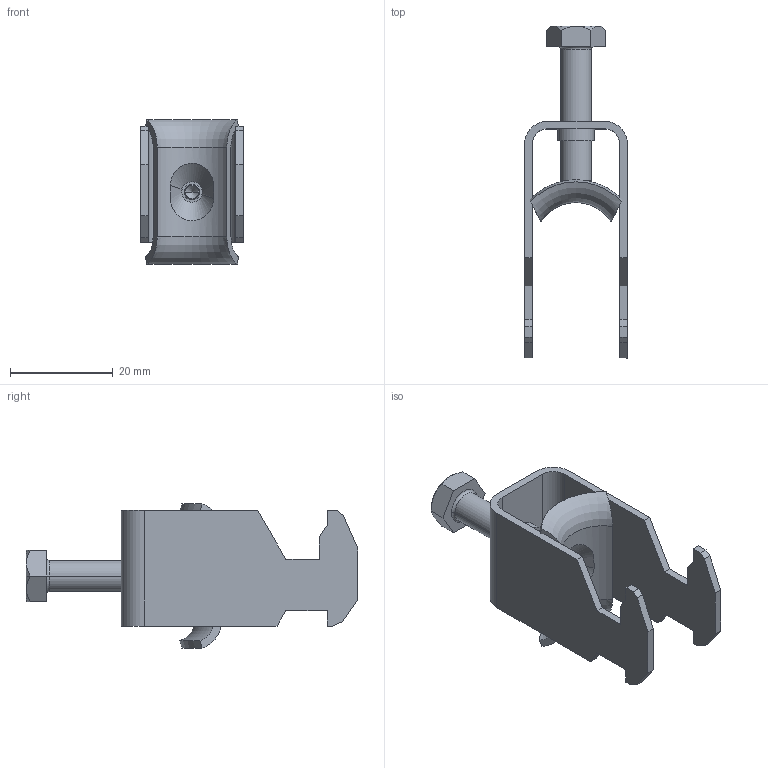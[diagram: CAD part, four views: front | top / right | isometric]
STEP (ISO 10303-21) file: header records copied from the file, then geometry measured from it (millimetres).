
FILE_DESCRIPTION (( 'STEP AP214' ), '1' );
FILE_NAME ('1186009.STEP', '2023-09-05T09:09:10', ( '' ), ( '' ), 'SwSTEP 2.0', 'SolidWorks 2022', '' );
FILE_SCHEMA (( 'AUTOMOTIVE_DESIGN' ));
Length unit declared in the file: millimetre
Products named in the file (4): 203351_Standard; 157092_1Fach; 142951_M6 x 26; 1186009
Assembly tree (3 placements, depth 2):
  1186009
    157092_1Fach
    142951_M6 x 26
    203351_Standard
Bounding box: 20 x 64.5 x 28 mm (x, y, z)
Volume: 5002.4 mm3; surface area: 6888.2 mm2
Topology: 3 solids, 3 shells, 229 faces, 586 edges, 384 vertices
Faces by surface type: plane 135, bspline 40, cylinder 34, cone 12, torus 8
Entity records: 12370 total; most frequent: CARTESIAN_POINT 6905, ORIENTED_EDGE 1164, DIRECTION 960, EDGE_CURVE 582, VERTEX_POINT 384, VECTOR 362, LINE 362, AXIS2_PLACEMENT_3D 299
